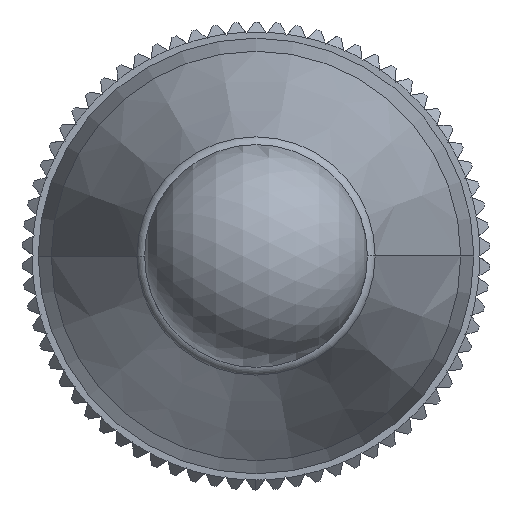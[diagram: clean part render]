
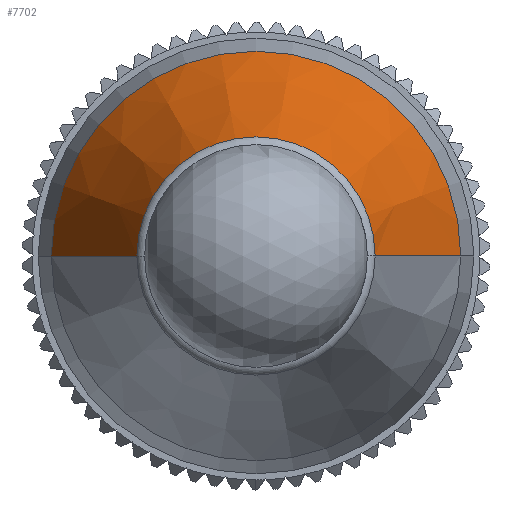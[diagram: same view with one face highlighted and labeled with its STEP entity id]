
A CAD part, left-side view. The second image highlights one B-rep face of the part: STEP entity #7702.
In plain terms, the highlighted conical face has half-angle 20 degrees and reference radius 4.594 mm.
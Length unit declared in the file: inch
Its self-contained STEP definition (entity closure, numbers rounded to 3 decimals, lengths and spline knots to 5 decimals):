
#556 = EDGE_CURVE ( 'NONE', #8674, #14645, #6289, .T. ) ;
#1332 = CIRCLE ( 'NONE', #15054, 0.10522 ) ;
#1911 = EDGE_CURVE ( 'NONE', #12534, #14645, #4689, .T. ) ;
#2122 = EDGE_LOOP ( 'NONE', ( #7218, #14253, #4578, #3312 ) ) ;
#2303 = CONICAL_SURFACE ( 'NONE', #5919, 0.18086, 0.349 ) ;
#2377 = DIRECTION ( 'NONE',  ( 0., -1., 0. ) ) ;
#2491 = VERTEX_POINT ( 'NONE', #8675 ) ;
#2919 = VECTOR ( 'NONE', #9346, 39.37008 ) ;
#3003 = CARTESIAN_POINT ( 'NONE',  ( -0.4806, 0., 0. ) ) ;
#3312 = ORIENTED_EDGE ( 'NONE', *, *, #1911, .F. ) ;
#3887 = DIRECTION ( 'NONE',  ( 1., 0., 0. ) ) ;
#4441 = DIRECTION ( 'NONE',  ( 1., 0., 0. ) ) ;
#4578 = ORIENTED_EDGE ( 'NONE', *, *, #556, .T. ) ;
#4689 = LINE ( 'NONE', #11697, #2919 ) ;
#4978 = CARTESIAN_POINT ( 'NONE',  ( -0.4806, 0., 0. ) ) ;
#5919 = AXIS2_PLACEMENT_3D ( 'NONE', #3003, #4441, #9316 ) ;
#6289 = CIRCLE ( 'NONE', #7594, 0.18086 ) ;
#6601 = CARTESIAN_POINT ( 'NONE',  ( -0.68843, 0., 0. ) ) ;
#6799 = EDGE_CURVE ( 'NONE', #2491, #8674, #8964, .T. ) ;
#7218 = ORIENTED_EDGE ( 'NONE', *, *, #11720, .T. ) ;
#7244 = CARTESIAN_POINT ( 'NONE',  ( -0.4806, -0.18086, 0. ) ) ;
#7594 = AXIS2_PLACEMENT_3D ( 'NONE', #4978, #9759, #2377 ) ;
#7702 = ADVANCED_FACE ( 'NONE', ( #11660 ), #2303, .T. ) ;
#8674 = VERTEX_POINT ( 'NONE', #12013 ) ;
#8675 = CARTESIAN_POINT ( 'NONE',  ( -0.68843, -0.10522, 0. ) ) ;
#8964 = LINE ( 'NONE', #7244, #11355 ) ;
#9316 = DIRECTION ( 'NONE',  ( 0., 1., 0. ) ) ;
#9346 = DIRECTION ( 'NONE',  ( 0.94, 0.342, 0. ) ) ;
#9759 = DIRECTION ( 'NONE',  ( -1., 0., 0. ) ) ;
#11355 = VECTOR ( 'NONE', #14902, 39.37008 ) ;
#11551 = DIRECTION ( 'NONE',  ( 0., -1., 0. ) ) ;
#11660 = FACE_OUTER_BOUND ( 'NONE', #2122, .T. ) ;
#11697 = CARTESIAN_POINT ( 'NONE',  ( -0.4806, 0.18086, 0. ) ) ;
#11720 = EDGE_CURVE ( 'NONE', #12534, #2491, #1332, .T. ) ;
#12013 = CARTESIAN_POINT ( 'NONE',  ( -0.4806, -0.18086, 0. ) ) ;
#12534 = VERTEX_POINT ( 'NONE', #12723 ) ;
#12723 = CARTESIAN_POINT ( 'NONE',  ( -0.68843, 0.10522, 0. ) ) ;
#13262 = CARTESIAN_POINT ( 'NONE',  ( -0.4806, 0.18086, 0. ) ) ;
#14253 = ORIENTED_EDGE ( 'NONE', *, *, #6799, .T. ) ;
#14645 = VERTEX_POINT ( 'NONE', #13262 ) ;
#14902 = DIRECTION ( 'NONE',  ( 0.94, -0.342, 0. ) ) ;
#15054 = AXIS2_PLACEMENT_3D ( 'NONE', #6601, #3887, #11551 ) ;
